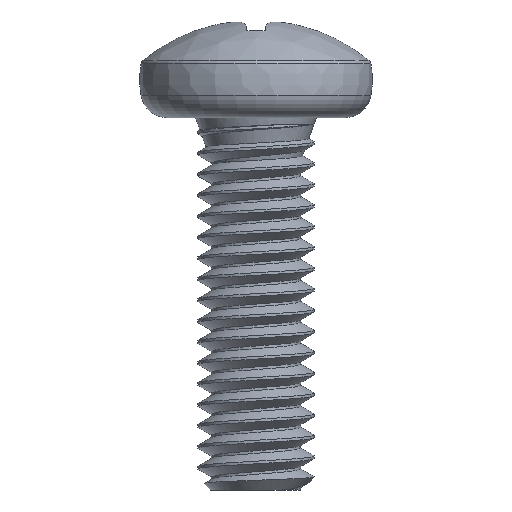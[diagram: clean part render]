
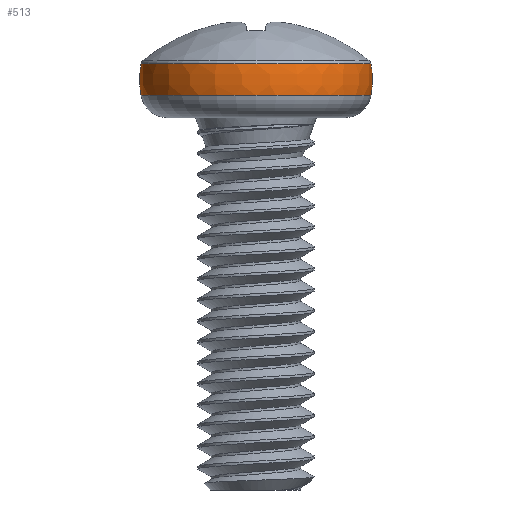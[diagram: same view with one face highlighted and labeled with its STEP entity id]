
A CAD part, left-side view. The second image highlights one B-rep face of the part: STEP entity #513.
In plain terms, the highlighted toroidal (fillet/blend) face has major radius 0.565 mm and minor radius 1.935 mm.
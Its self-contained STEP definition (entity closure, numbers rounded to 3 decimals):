
#139 = CARTESIAN_POINT ( 'NONE',  ( 0., 0.565, 3.766 ) ) ;
#278 = CARTESIAN_POINT ( 'NONE',  ( 0., 0., 3.426 ) ) ;
#290 = ORIENTED_EDGE ( 'NONE', *, *, #3840, .F. ) ;
#433 = AXIS2_PLACEMENT_3D ( 'NONE', #889, #4623, #5110 ) ;
#513 = ADVANCED_FACE ( 'NONE', ( #4055 ), #1534, .T. ) ;
#524 = CIRCLE ( 'NONE', #5268, 2.47 ) ;
#638 = VERTEX_POINT ( 'NONE', #3602 ) ;
#728 = AXIS2_PLACEMENT_3D ( 'NONE', #139, #4366, #4336 ) ;
#783 = DIRECTION ( 'NONE',  ( 0., 0., 1. ) ) ;
#889 = CARTESIAN_POINT ( 'NONE',  ( 0., -0.565, 3.766 ) ) ;
#1365 = AXIS2_PLACEMENT_3D ( 'NONE', #278, #783, #5551 ) ;
#1474 = DIRECTION ( 'NONE',  ( 0., 0., 1. ) ) ;
#1534 = TOROIDAL_SURFACE ( 'NONE', #2190, 0.565, 1.935 ) ;
#1726 = EDGE_CURVE ( 'NONE', #638, #5077, #5659, .T. ) ;
#2190 = AXIS2_PLACEMENT_3D ( 'NONE', #3063, #3545, #3564 ) ;
#2672 = EDGE_CURVE ( 'NONE', #4962, #5077, #524, .T. ) ;
#2803 = VERTEX_POINT ( 'NONE', #4921 ) ;
#3063 = CARTESIAN_POINT ( 'NONE',  ( 0., 0., 3.766 ) ) ;
#3254 = CARTESIAN_POINT ( 'NONE',  ( 0., 2.47, 4.105 ) ) ;
#3418 = CIRCLE ( 'NONE', #728, 1.935 ) ;
#3421 = DIRECTION ( 'NONE',  ( 0., -1., 0. ) ) ;
#3478 = ORIENTED_EDGE ( 'NONE', *, *, #1726, .T. ) ;
#3545 = DIRECTION ( 'NONE',  ( 0., 0., 1. ) ) ;
#3560 = EDGE_CURVE ( 'NONE', #2803, #638, #5826, .T. ) ;
#3564 = DIRECTION ( 'NONE',  ( 0., -1., 0. ) ) ;
#3602 = CARTESIAN_POINT ( 'NONE',  ( 0., -2.47, 3.426 ) ) ;
#3840 = EDGE_CURVE ( 'NONE', #2803, #4962, #3418, .T. ) ;
#4055 = FACE_OUTER_BOUND ( 'NONE', #4113, .T. ) ;
#4113 = EDGE_LOOP ( 'NONE', ( #290, #5163, #3478, #6075 ) ) ;
#4336 = DIRECTION ( 'NONE',  ( 0., 1., 0. ) ) ;
#4366 = DIRECTION ( 'NONE',  ( 1., 0., 0. ) ) ;
#4384 = CARTESIAN_POINT ( 'NONE',  ( 0., 0., 4.105 ) ) ;
#4623 = DIRECTION ( 'NONE',  ( -1., 0., 0. ) ) ;
#4921 = CARTESIAN_POINT ( 'NONE',  ( 0., 2.47, 3.426 ) ) ;
#4962 = VERTEX_POINT ( 'NONE', #3254 ) ;
#5077 = VERTEX_POINT ( 'NONE', #5214 ) ;
#5110 = DIRECTION ( 'NONE',  ( 0., 0., 1. ) ) ;
#5163 = ORIENTED_EDGE ( 'NONE', *, *, #3560, .T. ) ;
#5214 = CARTESIAN_POINT ( 'NONE',  ( 0., -2.47, 4.105 ) ) ;
#5268 = AXIS2_PLACEMENT_3D ( 'NONE', #4384, #1474, #3421 ) ;
#5551 = DIRECTION ( 'NONE',  ( 0., -1., 0. ) ) ;
#5659 = CIRCLE ( 'NONE', #433, 1.935 ) ;
#5826 = CIRCLE ( 'NONE', #1365, 2.47 ) ;
#6075 = ORIENTED_EDGE ( 'NONE', *, *, #2672, .F. ) ;
